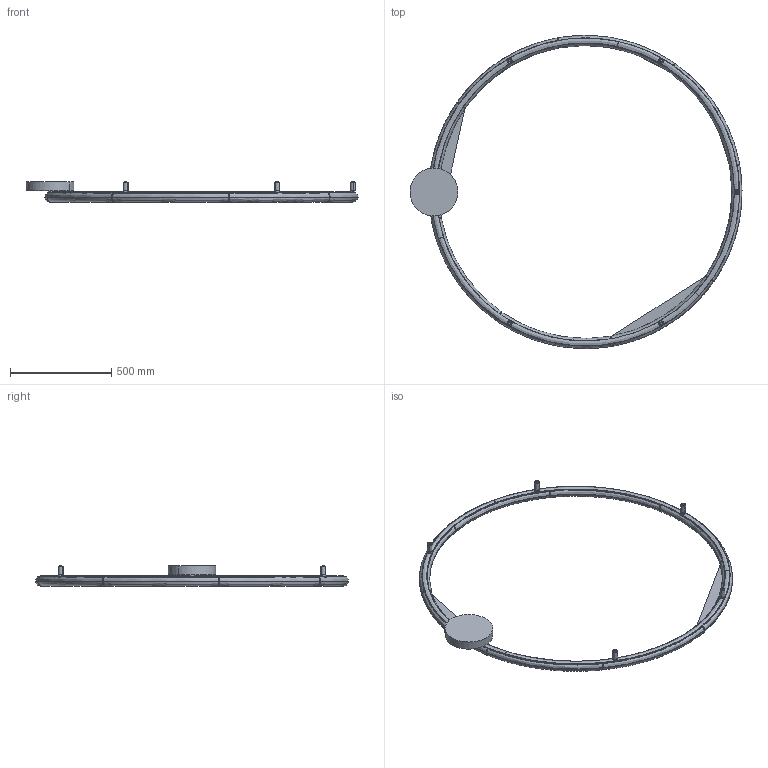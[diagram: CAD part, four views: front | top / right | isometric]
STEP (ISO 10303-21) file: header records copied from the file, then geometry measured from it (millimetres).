
FILE_DESCRIPTION(/* description */ (''),/* implementation_level */ '2;1');
FILE_NAME(/* name */ '3D 130700_Alphabet of light circular wall-ceiling 1550',/* time_stamp */ '2018-05-15T12:02:10+02:00',/* author */ (''),/* organization */ (''),/* preprocessor_version */ 'ST-DEVELOPER v10',/* originating_system */ '',/* authorisation */ '');
FILE_SCHEMA (('AUTOMOTIVE_DESIGN'));
Length unit declared in the file: millimetre
Products named in the file (1): 1
Bounding box: 1643.15 x 1549.91 x 100.25 mm (x, y, z)
Volume: 1884854.7 mm3; surface area: 1009050.5 mm2
Topology: 1 solids, 24 shells, 578 faces, 2009 edges, 1398 vertices
Faces by surface type: bspline 322, plane 256
Entity records: 32864 total; most frequent: CARTESIAN_POINT 22051, ORIENTED_EDGE 3365, EDGE_CURVE 2009, VERTEX_POINT 1398, B_SPLINE_CURVE_WITH_KNOTS 1189, EDGE_LOOP 594, ADVANCED_FACE 578, FACE_OUTER_BOUND 578
